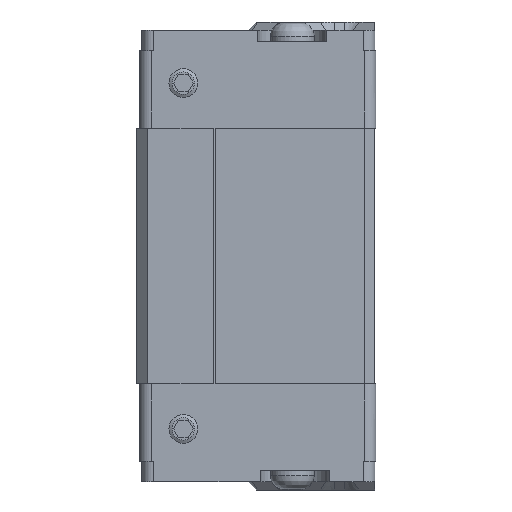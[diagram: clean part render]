
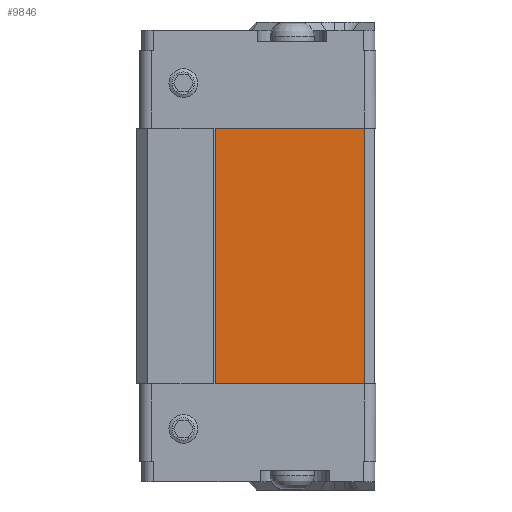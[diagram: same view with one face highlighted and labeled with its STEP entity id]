
A CAD part, left-side view. The second image highlights one B-rep face of the part: STEP entity #9846.
In plain terms, the highlighted planar face has unit normal (-1, 0, 0).
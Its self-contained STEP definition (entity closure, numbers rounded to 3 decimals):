
#626=PLANE('',#10747);
#1150=FACE_OUTER_BOUND('',#1704,.T.);
#1704=EDGE_LOOP('',(#9172,#9173,#9174,#9175));
#2600=LINE('',#16310,#3598);
#2654=LINE('',#16476,#3652);
#2703=LINE('',#16590,#3701);
#2704=LINE('',#16592,#3702);
#3598=VECTOR('',#13177,10.);
#3652=VECTOR('',#13347,10.);
#3701=VECTOR('',#13498,10.);
#3702=VECTOR('',#13501,10.);
#4903=VERTEX_POINT('',#16307);
#4904=VERTEX_POINT('',#16309);
#4957=VERTEX_POINT('',#16473);
#4958=VERTEX_POINT('',#16475);
#6235=EDGE_CURVE('',#4903,#4904,#2600,.T.);
#6318=EDGE_CURVE('',#4957,#4958,#2654,.T.);
#6375=EDGE_CURVE('',#4903,#4958,#2703,.T.);
#6376=EDGE_CURVE('',#4904,#4957,#2704,.T.);
#9172=ORIENTED_EDGE('',*,*,#6375,.T.);
#9173=ORIENTED_EDGE('',*,*,#6318,.F.);
#9174=ORIENTED_EDGE('',*,*,#6376,.F.);
#9175=ORIENTED_EDGE('',*,*,#6235,.F.);
#9846=ADVANCED_FACE('',(#1150),#626,.T.);
#10747=AXIS2_PLACEMENT_3D('',#16591,#13499,#13500);
#13177=DIRECTION('',(0.,1.,0.));
#13347=DIRECTION('',(0.,-1.,0.));
#13498=DIRECTION('',(0.,0.,1.));
#13499=DIRECTION('center_axis',(-1.,0.,0.));
#13500=DIRECTION('ref_axis',(0.,-1.,0.));
#13501=DIRECTION('',(0.,0.,1.));
#16307=CARTESIAN_POINT('',(-16.85,-14.35,-11.1));
#16309=CARTESIAN_POINT('',(-16.85,-1.35,-11.1));
#16310=CARTESIAN_POINT('',(-16.85,-1.35,-11.1));
#16473=CARTESIAN_POINT('',(-16.85,-1.35,11.1));
#16475=CARTESIAN_POINT('',(-16.85,-14.35,11.1));
#16476=CARTESIAN_POINT('',(-16.85,-1.35,11.1));
#16590=CARTESIAN_POINT('',(-16.85,-14.35,0.));
#16591=CARTESIAN_POINT('Origin',(-16.85,-1.35,0.));
#16592=CARTESIAN_POINT('',(-16.85,-1.35,0.));
